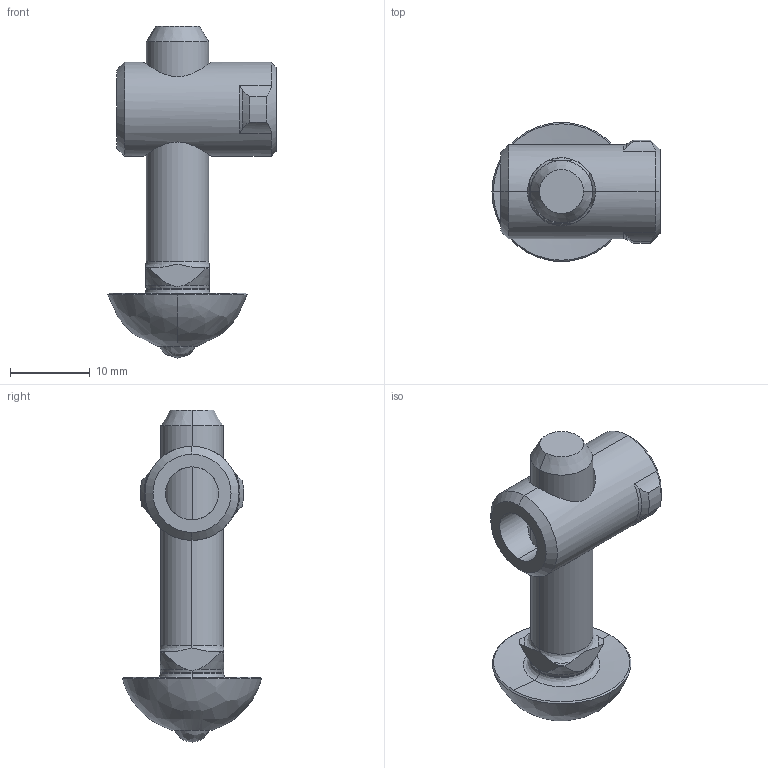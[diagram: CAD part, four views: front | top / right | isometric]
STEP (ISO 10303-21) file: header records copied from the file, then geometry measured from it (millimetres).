
FILE_DESCRIPTION (( 'STEP AP214' ), '1' );
FILE_NAME ('7000-00614.STEP', '2025-04-04T10:51:42', ( '' ), ( '' ), 'SwSTEP 2.0', 'SolidWorks 2025', '' );
FILE_SCHEMA (( 'AUTOMOTIVE_DESIGN' ));
Length unit declared in the file: millimetre
Products named in the file (1): 7000-00614
Bounding box: 21.07 x 17.45 x 41.63 mm (x, y, z)
Volume: 3960.2 mm3; surface area: 3275.8 mm2
Topology: 5 solids, 5 shells, 88 faces, 232 edges, 141 vertices
Faces by surface type: cylinder 26, cone 26, plane 21, bspline 12, torus 3
Entity records: 4426 total; most frequent: CARTESIAN_POINT 2336, ORIENTED_EDGE 444, DIRECTION 397, EDGE_CURVE 222, AXIS2_PLACEMENT_3D 160, VERTEX_POINT 141, EDGE_LOOP 91, FACE_OUTER_BOUND 88
